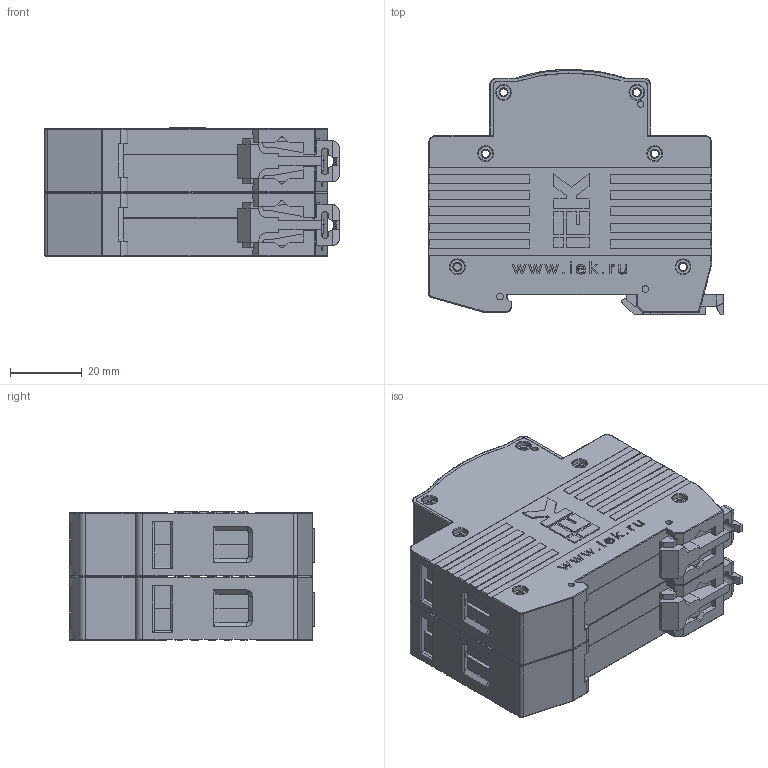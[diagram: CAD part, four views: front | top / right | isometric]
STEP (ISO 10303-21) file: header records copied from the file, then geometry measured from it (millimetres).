
FILE_DESCRIPTION (( 'STEP AP214' ), '1' );
FILE_NAME ('ﾎﾏﾑ2.STEP', '2017-01-18T14:59:17', ( 'user' ), ( '' ), 'SwSTEP 2.0', 'SolidWorks 2014', '' );
FILE_SCHEMA (( 'AUTOMOTIVE_DESIGN' ));
Length unit declared in the file: millimetre
Products named in the file (1): ﾎﾏﾑ2
Bounding box: 82.24 x 68.42 x 35.8 mm (x, y, z)
Volume: 142721.9 mm3; surface area: 49981.9 mm2
Topology: 3 solids, 30 shells, 3055 faces, 8344 edges, 5380 vertices
Faces by surface type: plane 1791, cylinder 570, bspline 488, cone 202, sphere 2, torus 2
Entity records: 100436 total; most frequent: CARTESIAN_POINT 25988, ORIENTED_EDGE 16684, DIRECTION 13555, EDGE_CURVE 8342, LINE 5813, VECTOR 5813, VERTEX_POINT 5380, AXIS2_PLACEMENT_3D 3871
